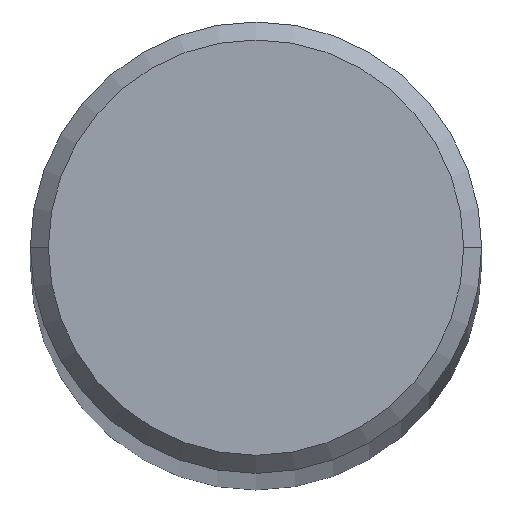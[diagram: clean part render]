
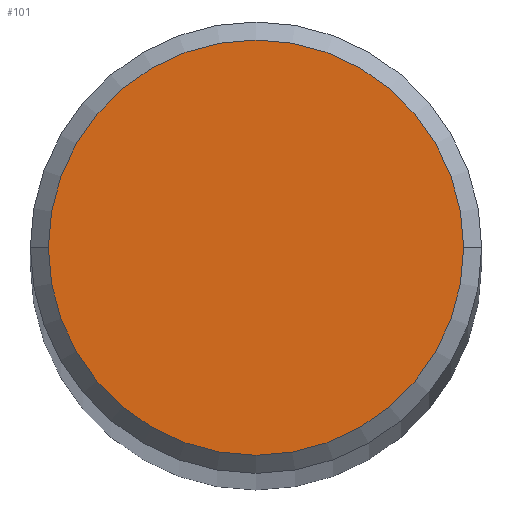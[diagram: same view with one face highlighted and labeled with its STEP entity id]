
A CAD part, top view. The second image highlights one B-rep face of the part: STEP entity #101.
In plain terms, the highlighted planar face has unit normal (0, 0, 1).
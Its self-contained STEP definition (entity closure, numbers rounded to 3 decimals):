
#2 = DIRECTION ( 'NONE',  ( 0., 0., 1. ) ) ;
#19 = FACE_OUTER_BOUND ( 'NONE', #197, .T. ) ;
#63 = DIRECTION ( 'NONE',  ( 1., 0., 0. ) ) ;
#68 = CARTESIAN_POINT ( 'NONE',  ( 0., 0., 265. ) ) ;
#98 = DIRECTION ( 'NONE',  ( 1., 0., 0. ) ) ;
#101 = ADVANCED_FACE ( 'NONE', ( #19 ), #356, .T. ) ;
#138 = AXIS2_PLACEMENT_3D ( 'NONE', #292, #145, #290 ) ;
#145 = DIRECTION ( 'NONE',  ( 0., 0., 1. ) ) ;
#148 = ORIENTED_EDGE ( 'NONE', *, *, #374, .T. ) ;
#152 = CARTESIAN_POINT ( 'NONE',  ( 11.5, 0., 265. ) ) ;
#197 = EDGE_LOOP ( 'NONE', ( #148, #332 ) ) ;
#201 = CARTESIAN_POINT ( 'NONE',  ( 0., 0., 265. ) ) ;
#277 = CIRCLE ( 'NONE', #317, 11.5 ) ;
#290 = DIRECTION ( 'NONE',  ( 1., 0., 0. ) ) ;
#292 = CARTESIAN_POINT ( 'NONE',  ( 0., 0., 265. ) ) ;
#299 = CARTESIAN_POINT ( 'NONE',  ( -11.5, 0., 265. ) ) ;
#308 = DIRECTION ( 'NONE',  ( 0., 0., 1. ) ) ;
#317 = AXIS2_PLACEMENT_3D ( 'NONE', #201, #2, #63 ) ;
#324 = VERTEX_POINT ( 'NONE', #152 ) ;
#332 = ORIENTED_EDGE ( 'NONE', *, *, #390, .T. ) ;
#345 = VERTEX_POINT ( 'NONE', #299 ) ;
#348 = AXIS2_PLACEMENT_3D ( 'NONE', #68, #308, #98 ) ;
#356 = PLANE ( 'NONE',  #138 ) ;
#358 = CIRCLE ( 'NONE', #348, 11.5 ) ;
#374 = EDGE_CURVE ( 'NONE', #345, #324, #277, .T. ) ;
#390 = EDGE_CURVE ( 'NONE', #324, #345, #358, .T. ) ;
